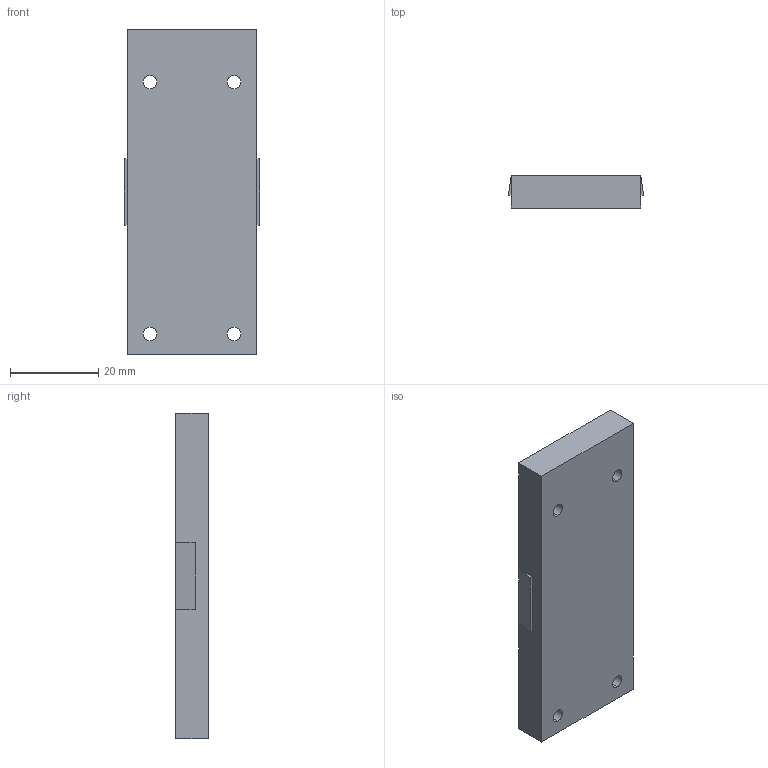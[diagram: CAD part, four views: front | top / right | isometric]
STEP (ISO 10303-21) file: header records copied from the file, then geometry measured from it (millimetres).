
FILE_DESCRIPTION (( 'STEP AP214' ), '1' );
FILE_NAME ('Telemetrum Lid 2.STEP', '2024-05-29T17:17:26', ( '' ), ( '' ), 'SwSTEP 2.0', 'SolidWorks 2024', '' );
FILE_SCHEMA (( 'AUTOMOTIVE_DESIGN' ));
Length unit declared in the file: centimetre
Products named in the file (1): Telemetrum Lid 2
Bounding box: 30.66 x 7.4 x 73.85 mm (x, y, z)
Volume: 7694.1 mm3; surface area: 6703.3 mm2
Topology: 1 solids, 1 shells, 36 faces, 96 edges, 62 vertices
Faces by surface type: plane 28, cylinder 8
Entity records: 1147 total; most frequent: CARTESIAN_POINT 195, ORIENTED_EDGE 192, DIRECTION 186, EDGE_CURVE 96, VECTOR 80, LINE 80, VERTEX_POINT 62, AXIS2_PLACEMENT_3D 53
